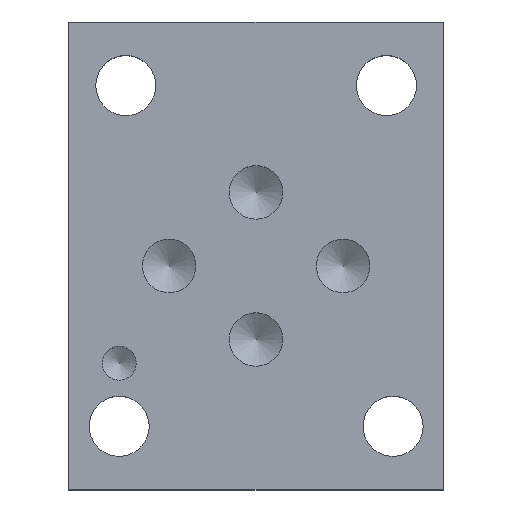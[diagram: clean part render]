
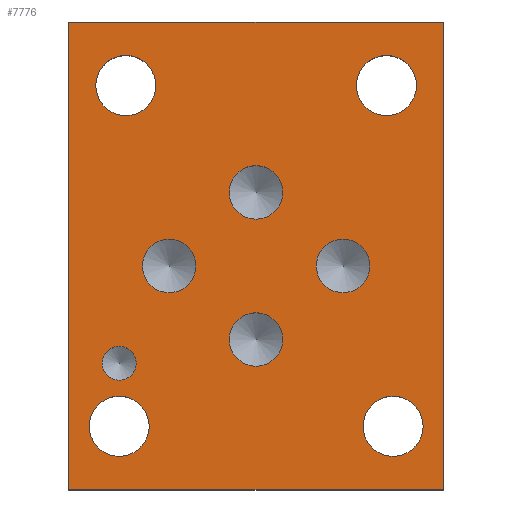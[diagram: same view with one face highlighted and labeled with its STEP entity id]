
A CAD part, top view. The second image highlights one B-rep face of the part: STEP entity #7776.
In plain terms, the highlighted planar face has unit normal (0, 0, 1).
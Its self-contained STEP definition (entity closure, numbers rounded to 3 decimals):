
#39=CIRCLE('',#8086,3.569);
#41=CIRCLE('',#8089,3.569);
#43=CIRCLE('',#8092,3.569);
#45=CIRCLE('',#8095,3.569);
#48=CIRCLE('',#8100,3.175);
#50=CIRCLE('',#8104,3.175);
#52=CIRCLE('',#8108,3.175);
#54=CIRCLE('',#8112,3.175);
#56=CIRCLE('',#8116,2.019);
#409=FACE_BOUND('',#1248,.T.);
#410=FACE_BOUND('',#1249,.T.);
#411=FACE_BOUND('',#1250,.T.);
#412=FACE_BOUND('',#1251,.T.);
#413=FACE_BOUND('',#1252,.T.);
#414=FACE_BOUND('',#1253,.T.);
#415=FACE_BOUND('',#1254,.T.);
#416=FACE_BOUND('',#1255,.T.);
#417=FACE_BOUND('',#1256,.T.);
#818=FACE_OUTER_BOUND('',#1247,.T.);
#1247=EDGE_LOOP('',(#6743,#6744,#6745,#6746));
#1248=EDGE_LOOP('',(#6747));
#1249=EDGE_LOOP('',(#6748));
#1250=EDGE_LOOP('',(#6749));
#1251=EDGE_LOOP('',(#6750));
#1252=EDGE_LOOP('',(#6751));
#1253=EDGE_LOOP('',(#6752));
#1254=EDGE_LOOP('',(#6753));
#1255=EDGE_LOOP('',(#6754));
#1256=EDGE_LOOP('',(#6755));
#1645=LINE('',#10507,#2464);
#2078=LINE('',#13039,#2897);
#2081=LINE('',#13045,#2900);
#2084=LINE('',#13049,#2903);
#2464=VECTOR('',#8770,10.);
#2897=VECTOR('',#9583,10.);
#2900=VECTOR('',#9588,10.);
#2903=VECTOR('',#9593,10.);
#3168=VERTEX_POINT('',#10504);
#3169=VERTEX_POINT('',#10506);
#3582=VERTEX_POINT('',#12967);
#3584=VERTEX_POINT('',#12973);
#3586=VERTEX_POINT('',#12979);
#3588=VERTEX_POINT('',#12985);
#3592=VERTEX_POINT('',#12996);
#3595=VERTEX_POINT('',#13005);
#3598=VERTEX_POINT('',#13014);
#3601=VERTEX_POINT('',#13023);
#3604=VERTEX_POINT('',#13032);
#3606=VERTEX_POINT('',#13038);
#3608=VERTEX_POINT('',#13044);
#4004=EDGE_CURVE('',#3169,#3168,#1645,.T.);
#4622=EDGE_CURVE('',#3582,#3582,#39,.T.);
#4625=EDGE_CURVE('',#3584,#3584,#41,.T.);
#4628=EDGE_CURVE('',#3586,#3586,#43,.T.);
#4631=EDGE_CURVE('',#3588,#3588,#45,.T.);
#4636=EDGE_CURVE('',#3592,#3592,#48,.T.);
#4640=EDGE_CURVE('',#3595,#3595,#50,.T.);
#4644=EDGE_CURVE('',#3598,#3598,#52,.T.);
#4648=EDGE_CURVE('',#3601,#3601,#54,.T.);
#4652=EDGE_CURVE('',#3604,#3604,#56,.T.);
#4655=EDGE_CURVE('',#3606,#3169,#2078,.T.);
#4658=EDGE_CURVE('',#3608,#3606,#2081,.T.);
#4661=EDGE_CURVE('',#3168,#3608,#2084,.T.);
#6743=ORIENTED_EDGE('',*,*,#4004,.T.);
#6744=ORIENTED_EDGE('',*,*,#4661,.T.);
#6745=ORIENTED_EDGE('',*,*,#4658,.T.);
#6746=ORIENTED_EDGE('',*,*,#4655,.T.);
#6747=ORIENTED_EDGE('',*,*,#4622,.T.);
#6748=ORIENTED_EDGE('',*,*,#4625,.T.);
#6749=ORIENTED_EDGE('',*,*,#4628,.T.);
#6750=ORIENTED_EDGE('',*,*,#4631,.T.);
#6751=ORIENTED_EDGE('',*,*,#4636,.T.);
#6752=ORIENTED_EDGE('',*,*,#4640,.T.);
#6753=ORIENTED_EDGE('',*,*,#4644,.T.);
#6754=ORIENTED_EDGE('',*,*,#4648,.T.);
#6755=ORIENTED_EDGE('',*,*,#4652,.T.);
#7034=PLANE('',#8121);
#7776=ADVANCED_FACE('',(#818,#409,#410,#411,#412,#413,#414,#415,#416,#417),
#7034,.T.);
#8086=AXIS2_PLACEMENT_3D('',#12968,#9504,#9505);
#8089=AXIS2_PLACEMENT_3D('',#12974,#9511,#9512);
#8092=AXIS2_PLACEMENT_3D('',#12980,#9518,#9519);
#8095=AXIS2_PLACEMENT_3D('',#12986,#9525,#9526);
#8100=AXIS2_PLACEMENT_3D('',#12997,#9537,#9538);
#8104=AXIS2_PLACEMENT_3D('',#13006,#9547,#9548);
#8108=AXIS2_PLACEMENT_3D('',#13015,#9557,#9558);
#8112=AXIS2_PLACEMENT_3D('',#13024,#9567,#9568);
#8116=AXIS2_PLACEMENT_3D('',#13033,#9577,#9578);
#8121=AXIS2_PLACEMENT_3D('',#13051,#9596,#9597);
#8770=DIRECTION('',(1.,0.,0.));
#9504=DIRECTION('center_axis',(0.,0.,-1.));
#9505=DIRECTION('ref_axis',(1.,0.,0.));
#9511=DIRECTION('center_axis',(0.,0.,-1.));
#9512=DIRECTION('ref_axis',(1.,0.,0.));
#9518=DIRECTION('center_axis',(0.,0.,-1.));
#9519=DIRECTION('ref_axis',(1.,0.,0.));
#9525=DIRECTION('center_axis',(0.,0.,-1.));
#9526=DIRECTION('ref_axis',(1.,0.,0.));
#9537=DIRECTION('center_axis',(0.,0.,-1.));
#9538=DIRECTION('ref_axis',(1.,0.,0.));
#9547=DIRECTION('center_axis',(0.,0.,-1.));
#9548=DIRECTION('ref_axis',(1.,0.,0.));
#9557=DIRECTION('center_axis',(0.,0.,-1.));
#9558=DIRECTION('ref_axis',(1.,0.,0.));
#9567=DIRECTION('center_axis',(0.,0.,-1.));
#9568=DIRECTION('ref_axis',(1.,0.,0.));
#9577=DIRECTION('center_axis',(0.,0.,-1.));
#9578=DIRECTION('ref_axis',(1.,0.,0.));
#9583=DIRECTION('',(0.,-1.,0.));
#9588=DIRECTION('',(-1.,0.,0.));
#9593=DIRECTION('',(0.,1.,0.));
#9596=DIRECTION('center_axis',(0.,0.,1.));
#9597=DIRECTION('ref_axis',(1.,0.,0.));
#10504=CARTESIAN_POINT('',(44.45,0.,12.7));
#10506=CARTESIAN_POINT('',(0.,0.,12.7));
#10507=CARTESIAN_POINT('',(0.,0.,12.7));
#12967=CARTESIAN_POINT('',(3.188,48.031,12.7));
#12968=CARTESIAN_POINT('Origin',(6.756,48.031,12.7));
#12973=CARTESIAN_POINT('',(2.4,7.544,12.7));
#12974=CARTESIAN_POINT('Origin',(5.969,7.544,12.7));
#12979=CARTESIAN_POINT('',(34.938,7.544,12.7));
#12980=CARTESIAN_POINT('Origin',(38.506,7.544,12.7));
#12985=CARTESIAN_POINT('',(34.15,48.031,12.7));
#12986=CARTESIAN_POINT('Origin',(37.719,48.031,12.7));
#12996=CARTESIAN_POINT('',(19.05,35.331,12.7));
#12997=CARTESIAN_POINT('Origin',(22.225,35.331,12.7));
#13005=CARTESIAN_POINT('',(8.738,26.594,12.7));
#13006=CARTESIAN_POINT('Origin',(11.913,26.594,12.7));
#13014=CARTESIAN_POINT('',(29.388,26.594,12.7));
#13015=CARTESIAN_POINT('Origin',(32.563,26.594,12.7));
#13023=CARTESIAN_POINT('',(19.05,17.856,12.7));
#13024=CARTESIAN_POINT('Origin',(22.225,17.856,12.7));
#13032=CARTESIAN_POINT('',(3.95,15.037,12.7));
#13033=CARTESIAN_POINT('Origin',(5.969,15.037,12.7));
#13038=CARTESIAN_POINT('',(0.,55.575,12.7));
#13039=CARTESIAN_POINT('',(0.,55.575,12.7));
#13044=CARTESIAN_POINT('',(44.45,55.575,12.7));
#13045=CARTESIAN_POINT('',(44.45,55.575,12.7));
#13049=CARTESIAN_POINT('',(44.45,0.,12.7));
#13051=CARTESIAN_POINT('Origin',(22.225,27.788,12.7));
